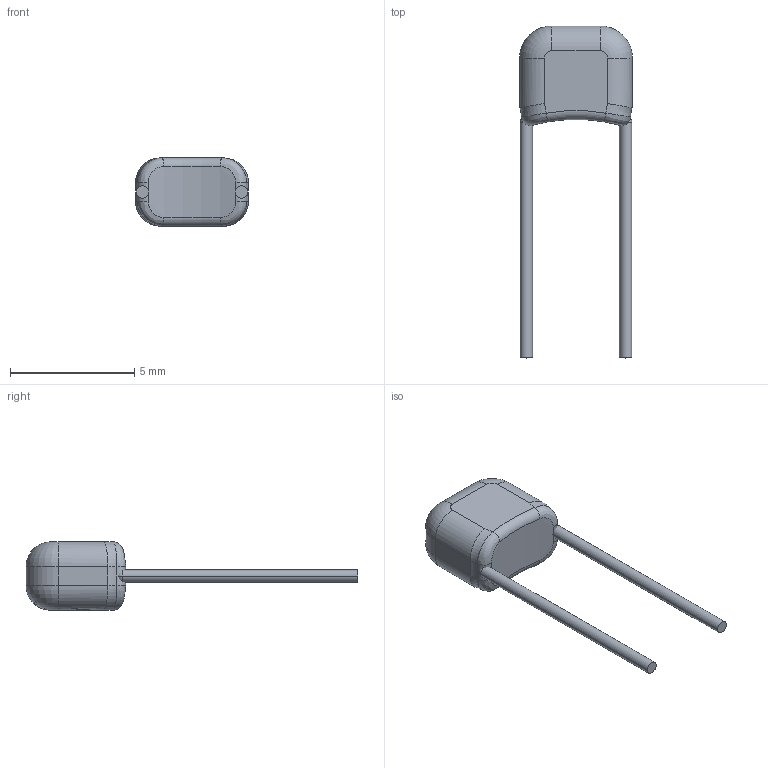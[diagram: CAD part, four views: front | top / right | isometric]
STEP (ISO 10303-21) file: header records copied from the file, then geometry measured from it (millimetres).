
FILE_DESCRIPTION (( 'STEP AP214' ), '1' );
FILE_NAME ('Hitano 10nF 500V (4.8x3.3mm).STEP', '2024-09-03T11:54:34', ( '' ), ( '' ), 'SwSTEP 2.0', 'SolidWorks 2021', '' );
FILE_SCHEMA (( 'AUTOMOTIVE_DESIGN' ));
Length unit declared in the file: millimetre
Products named in the file (1): Hitano 10nF 500V (4.8x3.3mm)
Bounding box: 4.55 x 13.37 x 2.75 mm (x, y, z)
Volume: 45 mm3; surface area: 95.4 mm2
Topology: 3 solids, 3 shells, 332 faces, 890 edges, 568 vertices
Faces by surface type: bspline 221, plane 59, cylinder 32, torus 20
Entity records: 15482 total; most frequent: CARTESIAN_POINT 6000, ORIENTED_EDGE 1780, EDGE_CURVE 890, B_SPLINE_CURVE_WITH_KNOTS 653, VERTEX_POINT 568, DIRECTION 529, EDGE_LOOP 336, FACE_OUTER_BOUND 332
